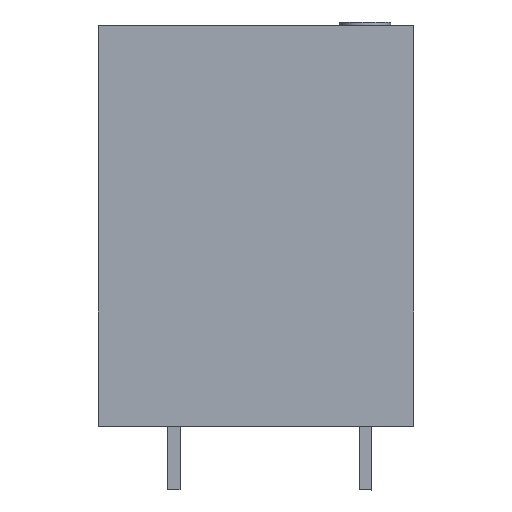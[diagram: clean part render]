
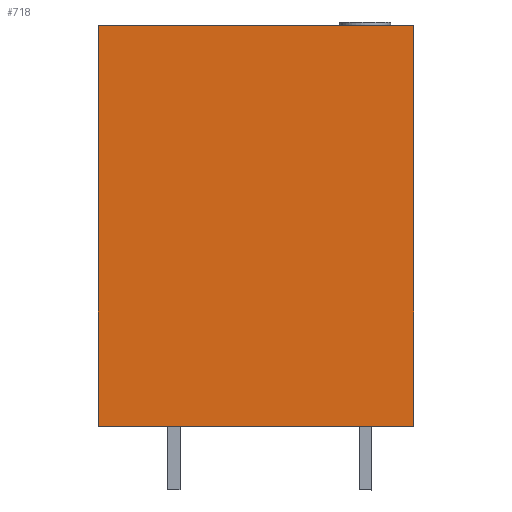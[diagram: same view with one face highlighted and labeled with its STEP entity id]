
A CAD part, left-side view. The second image highlights one B-rep face of the part: STEP entity #718.
In plain terms, the highlighted planar face has unit normal (-1, 0, 0).
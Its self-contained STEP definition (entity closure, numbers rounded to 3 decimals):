
#698=AXIS2_PLACEMENT_3D('Plane Axis2P3D',#695,#696,#697) ;
#97=CARTESIAN_POINT('Vertex',(0.,0.,5.)) ;
#100=CARTESIAN_POINT('Line Origine',(0.,12.35,5.)) ;
#104=CARTESIAN_POINT('Vertex',(0.,24.7,5.)) ;
#443=CARTESIAN_POINT('Line Origine',(0.,0.,20.65)) ;
#447=CARTESIAN_POINT('Vertex',(0.,0.,36.3)) ;
#695=CARTESIAN_POINT('Axis2P3D Location',(0.,24.7,0.)) ;
#700=CARTESIAN_POINT('Line Origine',(0.,24.7,20.65)) ;
#704=CARTESIAN_POINT('Vertex',(0.,24.7,36.3)) ;
#707=CARTESIAN_POINT('Line Origine',(0.,12.35,36.3)) ;
#101=DIRECTION('Vector Direction',(0.,-1.,0.)) ;
#444=DIRECTION('Vector Direction',(0.,0.,1.)) ;
#696=DIRECTION('Axis2P3D Direction',(-1.,0.,0.)) ;
#697=DIRECTION('Axis2P3D XDirection',(0.,-1.,0.)) ;
#701=DIRECTION('Vector Direction',(0.,0.,-1.)) ;
#708=DIRECTION('Vector Direction',(0.,-1.,0.)) ;
#102=VECTOR('Line Direction',#101,1.) ;
#445=VECTOR('Line Direction',#444,1.) ;
#702=VECTOR('Line Direction',#701,1.) ;
#709=VECTOR('Line Direction',#708,1.) ;
#713=ORIENTED_EDGE('',*,*,#706,.T.) ;
#714=ORIENTED_EDGE('',*,*,#106,.T.) ;
#715=ORIENTED_EDGE('',*,*,#449,.T.) ;
#716=ORIENTED_EDGE('',*,*,#711,.T.) ;
#718=ADVANCED_FACE('HOUSING',(#717),#699,.T.) ;
#106=EDGE_CURVE('',#105,#98,#103,.T.) ;
#449=EDGE_CURVE('',#98,#448,#446,.T.) ;
#706=EDGE_CURVE('',#705,#105,#703,.T.) ;
#711=EDGE_CURVE('',#448,#705,#710,.F.) ;
#712=EDGE_LOOP('',(#713,#714,#715,#716)) ;
#717=FACE_OUTER_BOUND('',#712,.T.) ;
#103=LINE('Line',#100,#102) ;
#446=LINE('Line',#443,#445) ;
#703=LINE('Line',#700,#702) ;
#710=LINE('Line',#707,#709) ;
#699=PLANE('',#698) ;
#98=VERTEX_POINT('',#97) ;
#105=VERTEX_POINT('',#104) ;
#448=VERTEX_POINT('',#447) ;
#705=VERTEX_POINT('',#704) ;
